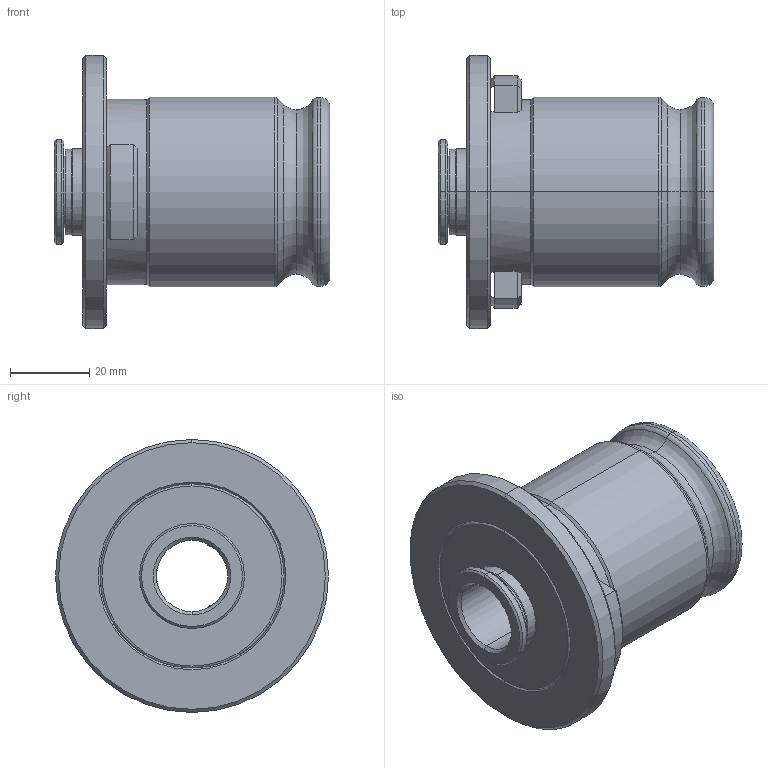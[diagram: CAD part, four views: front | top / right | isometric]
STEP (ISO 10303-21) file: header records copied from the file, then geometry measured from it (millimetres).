
FILE_DESCRIPTION (( 'STEP AP203' ), '1' );
FILE_NAME ('33-S.16.03.18145.STEP', '2019-04-16T05:43:40', ( 'Acer' ), ( '' ), 'SwSTEP 2.0', 'SolidWorks 2018', '' );
FILE_SCHEMA (( 'CONFIG_CONTROL_DESIGN' ));
Length unit declared in the file: millimetre
Products named in the file (1): 33-S.16.03.18145
Bounding box: 69.74 x 69 x 69 mm (x, y, z)
Surface area: 21422.7 mm2 (no closed solid volume)
Topology: 0 solids, 10 shells, 87 faces, 226 edges, 144 vertices
Faces by surface type: cylinder 26, cone 24, torus 18, plane 15, sphere 4
Entity records: 2818 total; most frequent: CARTESIAN_POINT 678, DIRECTION 480, ORIENTED_EDGE 370, EDGE_CURVE 216, AXIS2_PLACEMENT_3D 206, VERTEX_POINT 138, CIRCLE 118, EDGE_LOOP 95
